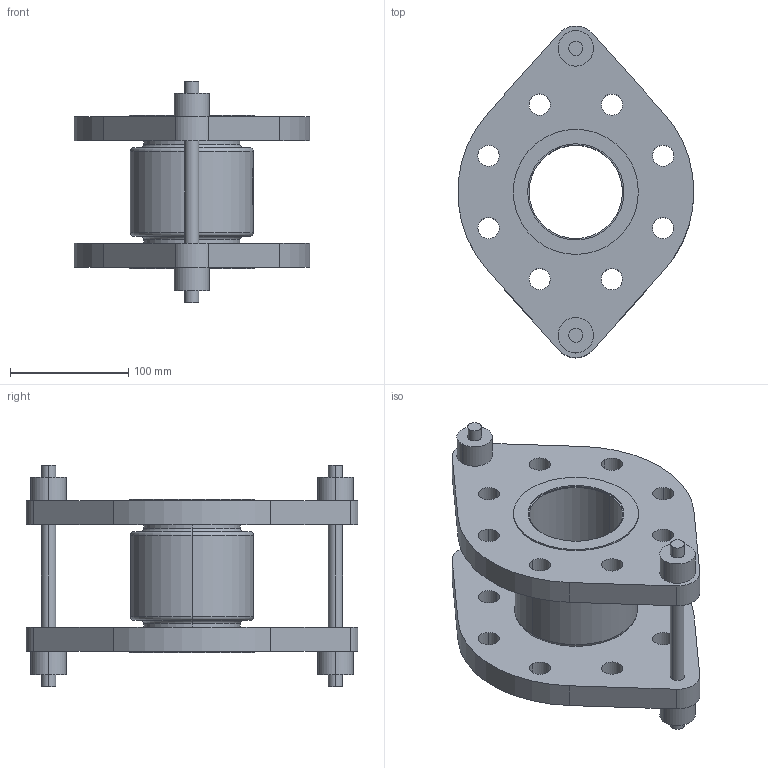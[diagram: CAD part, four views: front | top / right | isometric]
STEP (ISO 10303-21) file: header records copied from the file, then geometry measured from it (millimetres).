
FILE_DESCRIPTION (( 'STEP AP214' ), '1' );
FILE_NAME ('EPSILON-C_DN080_PN16_300_6000013632.STEP', '2021-10-18T09:03:59', ( 'axxx' ), ( 'Hewlett-Packard Company' ), 'SwSTEP 2.0', 'SolidWorks 2019', '' );
FILE_SCHEMA (( 'AUTOMOTIVE_DESIGN' ));
Length unit declared in the file: millimetre
Products named in the file (1): EPSILON-C_DN080_PN16_300_6000013632
Bounding box: 199.67 x 281 x 188 mm (x, y, z)
Volume: 1585457.1 mm3; surface area: 248545.7 mm2
Topology: 1 solids, 1 shells, 604 faces, 1561 edges, 1038 vertices
Faces by surface type: bspline 261, plane 235, cylinder 100, torus 8
Entity records: 32576 total; most frequent: CARTESIAN_POINT 19377, ORIENTED_EDGE 3122, DIRECTION 1920, EDGE_CURVE 1561, VERTEX_POINT 1038, VECTOR 772, LINE 772, EDGE_LOOP 721
